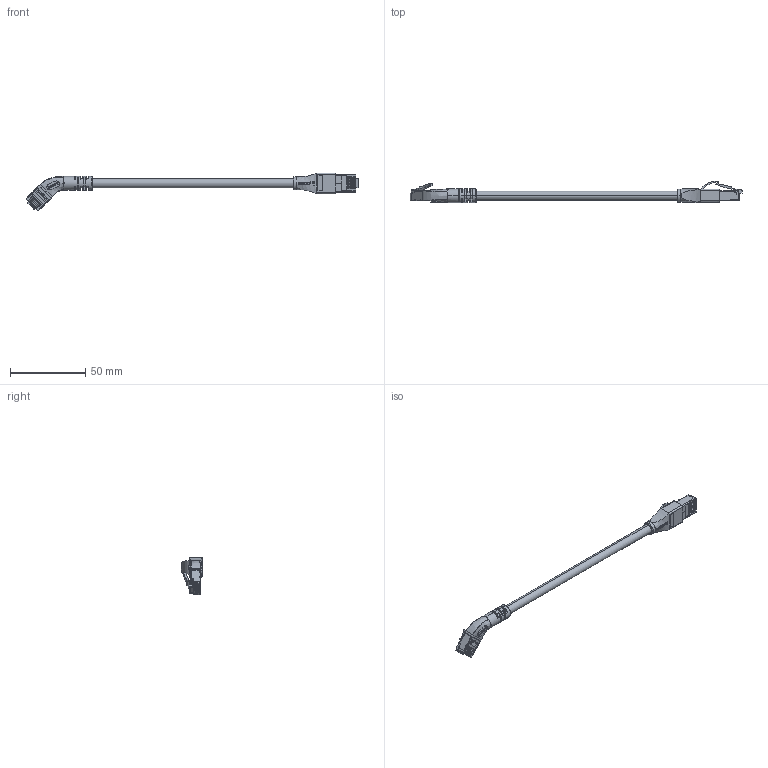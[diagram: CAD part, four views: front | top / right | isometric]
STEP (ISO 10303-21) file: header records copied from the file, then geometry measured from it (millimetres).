
FILE_DESCRIPTION (( 'STEP AP203' ), '1' );
FILE_NAME ('TRD645LS.STEP', '2014-03-05T19:06:12', ( 'x' ), ( '' ), 'SwSTEP 2.0', 'SolidWorks 2012', '' );
FILE_SCHEMA (( 'CONFIG_CONTROL_DESIGN' ));
Length unit declared in the file: inch
Products named in the file (23): TRD645LS; 1AD03-013_1AY01-034 Assy_New Logo (entry size not shown); 1AY01-034_NEW LOGO, entry size not shown; 1AD03-013_crimped; TDS8PC5-MA3; 1AD03-013-MA4_crimped strain relief; 1AD03-013-MA1; 1AD03-013-MA2; 1AD03-013-MA3; MTN-840; TRD845 TWISTED PAIR_PAIR BOTTOM; TRD845 TWISTED PAIR_PAIR SIDE; TRD845 TWISTED PAIR_PAIR TOP; 1AD03-036; 1AD03-036 management bar; CONTACT_L___; CONTACT_S___; 1AD03-036-MA1_crimped; 1AD03-036-MA2; 1AG01-037; 1AG01-042; MTN-543_Tooling Holes Bottom; RA-RJ45-MA2_6" long
Assembly tree (36 placements, depth 4):
  TRD645LS
    RA-RJ45-MA2_6" long
    MTN-840
      MTN-543_Tooling Holes Bottom
      1AG01-042
      1AG01-037
      1AD03-036
        1AD03-036-MA2
        1AD03-036-MA1_crimped
        CONTACT_S___  x6
        CONTACT_L___  x2
        1AD03-036 management bar
      TRD845 TWISTED PAIR_PAIR TOP
      TRD845 TWISTED PAIR_PAIR SIDE  x2
      TRD845 TWISTED PAIR_PAIR BOTTOM
    1AD03-013_1AY01-034 Assy_New Logo (entry size not shown)
      1AD03-013_crimped
        1AD03-013-MA3
        1AD03-013-MA2
        1AD03-013-MA1
        1AD03-013-MA4_crimped strain relief
        TDS8PC5-MA3  x8
      1AY01-034_NEW LOGO, entry size not shown
Bounding box: 220.86 x 14.16 x 25.18 mm (x, y, z)
Volume: 5136.1 mm3; surface area: 16032.1 mm2
Topology: 36 solids, 36 shells, 2246 faces, 6273 edges, 4038 vertices
Faces by surface type: plane 1514, cylinder 501, bspline 190, sphere 18, torus 17, cone 6
Entity records: 68393 total; most frequent: CARTESIAN_POINT 23513, ORIENTED_EDGE 9542, DIRECTION 7589, EDGE_CURVE 4771, VECTOR 3167, LINE 3167, VERTEX_POINT 3079, AXIS2_PLACEMENT_3D 2211
